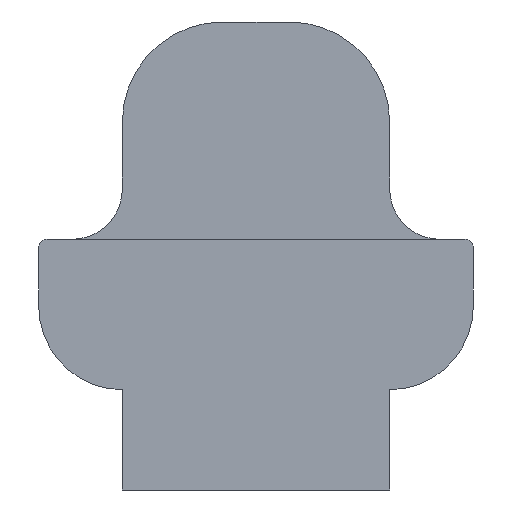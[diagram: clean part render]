
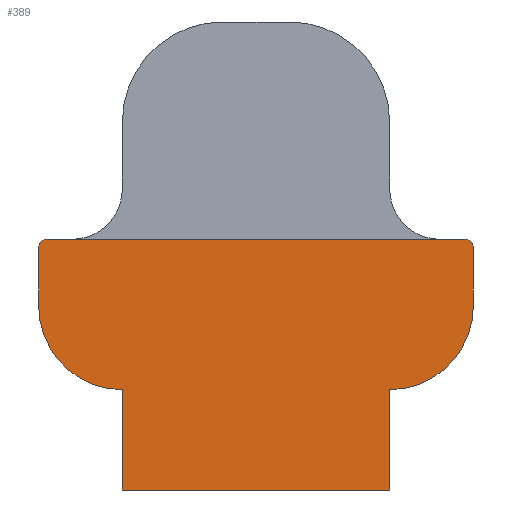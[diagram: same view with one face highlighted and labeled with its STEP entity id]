
A CAD part, left-side view. The second image highlights one B-rep face of the part: STEP entity #389.
In plain terms, the highlighted planar face has unit normal (-1, 0, 0).
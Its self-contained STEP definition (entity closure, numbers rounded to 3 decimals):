
#27=PLANE('',#440);
#48=FACE_OUTER_BOUND('',#70,.T.);
#70=EDGE_LOOP('',(#348,#349,#350,#351,#352,#353,#354,#355,#356,#357));
#92=LINE('',#620,#130);
#100=LINE('',#644,#138);
#103=LINE('',#652,#141);
#107=LINE('',#662,#145);
#108=LINE('',#664,#146);
#109=LINE('',#666,#147);
#130=VECTOR('',#506,10.);
#138=VECTOR('',#528,10.);
#141=VECTOR('',#537,10.);
#145=VECTOR('',#547,10.);
#146=VECTOR('',#550,10.);
#147=VECTOR('',#553,10.);
#157=CIRCLE('',#424,2.5);
#161=CIRCLE('',#431,2.5);
#162=CIRCLE('',#434,25.);
#163=CIRCLE('',#437,25.);
#182=VERTEX_POINT('',#610);
#183=VERTEX_POINT('',#612);
#185=VERTEX_POINT('',#618);
#193=VERTEX_POINT('',#638);
#194=VERTEX_POINT('',#642);
#195=VERTEX_POINT('',#646);
#196=VERTEX_POINT('',#647);
#197=VERTEX_POINT('',#654);
#198=VERTEX_POINT('',#658);
#199=VERTEX_POINT('',#660);
#226=EDGE_CURVE('',#182,#183,#157,.T.);
#230=EDGE_CURVE('',#185,#182,#92,.T.);
#239=EDGE_CURVE('',#193,#185,#161,.T.);
#242=EDGE_CURVE('',#193,#194,#100,.T.);
#243=EDGE_CURVE('',#195,#196,#162,.T.);
#246=EDGE_CURVE('',#183,#195,#103,.T.);
#248=EDGE_CURVE('',#197,#194,#163,.T.);
#251=EDGE_CURVE('',#199,#198,#107,.T.);
#252=EDGE_CURVE('',#196,#199,#108,.T.);
#253=EDGE_CURVE('',#197,#198,#109,.T.);
#348=ORIENTED_EDGE('',*,*,#226,.F.);
#349=ORIENTED_EDGE('',*,*,#230,.F.);
#350=ORIENTED_EDGE('',*,*,#239,.F.);
#351=ORIENTED_EDGE('',*,*,#242,.T.);
#352=ORIENTED_EDGE('',*,*,#248,.F.);
#353=ORIENTED_EDGE('',*,*,#253,.T.);
#354=ORIENTED_EDGE('',*,*,#251,.F.);
#355=ORIENTED_EDGE('',*,*,#252,.F.);
#356=ORIENTED_EDGE('',*,*,#243,.F.);
#357=ORIENTED_EDGE('',*,*,#246,.F.);
#389=ADVANCED_FACE('',(#48),#27,.F.);
#424=AXIS2_PLACEMENT_3D('',#613,#499,#500);
#431=AXIS2_PLACEMENT_3D('',#639,#522,#523);
#434=AXIS2_PLACEMENT_3D('',#648,#531,#532);
#437=AXIS2_PLACEMENT_3D('',#656,#541,#542);
#440=AXIS2_PLACEMENT_3D('',#665,#551,#552);
#499=DIRECTION('center_axis',(1.,0.,0.));
#500=DIRECTION('ref_axis',(0.,-0.707,0.707));
#506=DIRECTION('',(0.,-1.,0.));
#522=DIRECTION('center_axis',(1.,0.,0.));
#523=DIRECTION('ref_axis',(0.,0.707,0.707));
#528=DIRECTION('',(0.,0.,-1.));
#531=DIRECTION('center_axis',(1.,0.,0.));
#532=DIRECTION('ref_axis',(0.,-0.707,-0.707));
#537=DIRECTION('',(0.,0.,-1.));
#541=DIRECTION('center_axis',(1.,0.,0.));
#542=DIRECTION('ref_axis',(0.,0.707,-0.707));
#547=DIRECTION('',(0.,1.,0.));
#550=DIRECTION('',(0.,0.,-1.));
#551=DIRECTION('center_axis',(1.,0.,0.));
#552=DIRECTION('ref_axis',(0.,0.,-1.));
#553=DIRECTION('',(0.,0.,-1.));
#610=CARTESIAN_POINT('',(0.,-52.5,75.));
#612=CARTESIAN_POINT('',(0.,-55.,72.5));
#613=CARTESIAN_POINT('Origin',(0.,-52.5,72.5));
#618=CARTESIAN_POINT('',(0.,72.5,75.));
#620=CARTESIAN_POINT('',(0.,10.,75.));
#638=CARTESIAN_POINT('',(0.,75.,72.5));
#639=CARTESIAN_POINT('Origin',(0.,72.5,72.5));
#642=CARTESIAN_POINT('',(0.,75.,55.));
#644=CARTESIAN_POINT('',(0.,75.,52.5));
#646=CARTESIAN_POINT('',(0.,-55.,55.));
#647=CARTESIAN_POINT('',(0.,-30.,30.));
#648=CARTESIAN_POINT('Origin',(0.,-30.,55.));
#652=CARTESIAN_POINT('',(0.,-55.,52.5));
#654=CARTESIAN_POINT('',(0.,50.,30.));
#656=CARTESIAN_POINT('Origin',(0.,50.,55.));
#658=CARTESIAN_POINT('',(0.,50.,0.));
#660=CARTESIAN_POINT('',(0.,-30.,0.));
#662=CARTESIAN_POINT('',(0.,10.,0.));
#664=CARTESIAN_POINT('',(0.,-30.,15.));
#665=CARTESIAN_POINT('Origin',(0.,10.,15.));
#666=CARTESIAN_POINT('',(0.,50.,15.));
